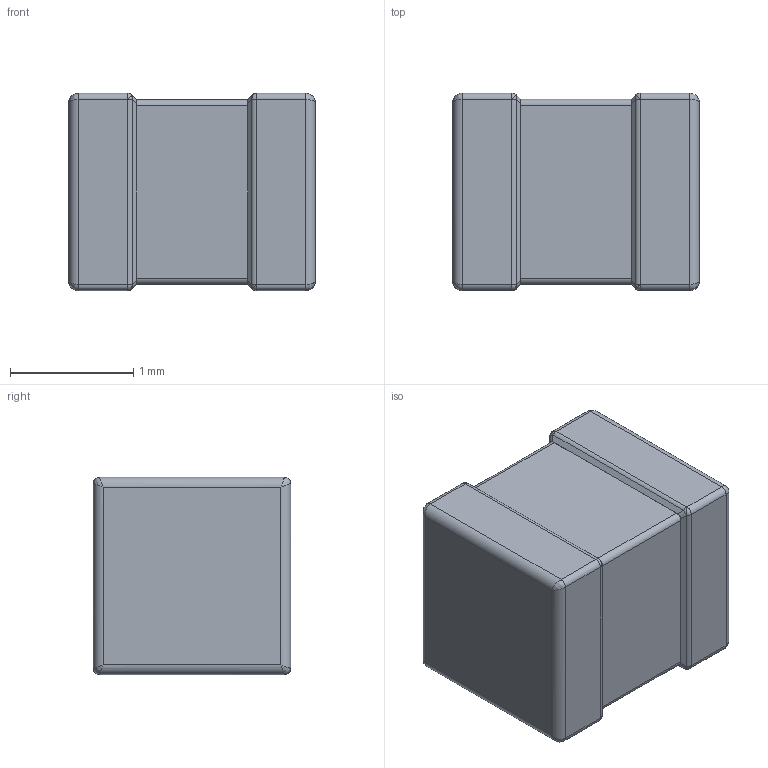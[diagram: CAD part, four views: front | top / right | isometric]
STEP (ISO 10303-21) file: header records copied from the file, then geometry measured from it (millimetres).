
FILE_DESCRIPTION (( 'STEP AP214' ), '1' );
FILE_NAME ('User Library-INDC2016X16.STEP', '2020-08-26T02:48:58', ( '' ), ( '' ), 'SwSTEP 2.0', 'SolidWorks 2020', '' );
FILE_SCHEMA (( 'AUTOMOTIVE_DESIGN' ));
Length unit declared in the file: millimetre
Products named in the file (1): User Library-INDC2016X16
Bounding box: 2 x 1.6 x 1.6 mm (x, y, z)
Volume: 4.8 mm3; surface area: 26.1 mm2
Topology: 3 solids, 3 shells, 86 faces, 186 edges, 88 vertices
Faces by surface type: cylinder 36, plane 26, sphere 16, bspline 8
Entity records: 3214 total; most frequent: CARTESIAN_POINT 551, DIRECTION 358, ORIENTED_EDGE 336, EDGE_CURVE 168, AXIS2_PLACEMENT_3D 135, UNCERTAINTY_MEASURE_WITH_UNIT 91, COLOUR_RGB 90, SURFACE_STYLE_USAGE 90
